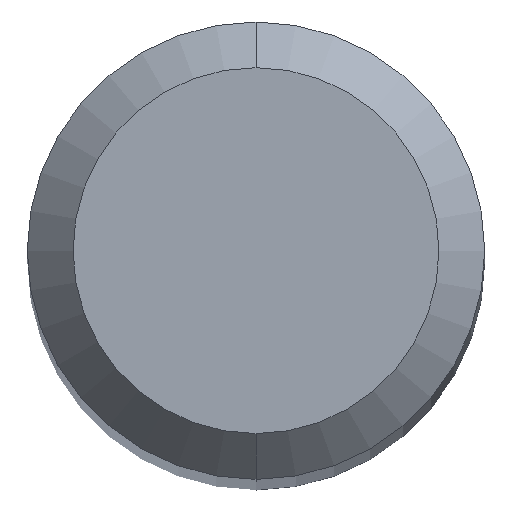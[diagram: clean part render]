
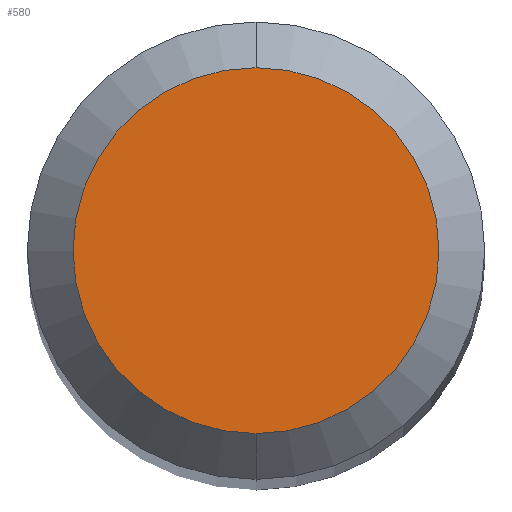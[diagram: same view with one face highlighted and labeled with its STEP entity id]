
A CAD part, top view. The second image highlights one B-rep face of the part: STEP entity #580.
In plain terms, the highlighted planar face has unit normal (0, 0, 1).
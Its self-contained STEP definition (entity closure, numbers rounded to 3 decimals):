
#408=EDGE_CURVE('',#622,#632,#889,.T.);
#414=EDGE_CURVE('',#632,#622,#895,.T.);
#580=ADVANCED_FACE('',(#1077),#1078,.T.);
#622=VERTEX_POINT('',#1126);
#632=VERTEX_POINT('',#1137);
#889=CIRCLE('',#1494,1.2);
#895=CIRCLE('',#1501,1.2);
#1077=FACE_OUTER_BOUND('',#1796,.T.);
#1078=PLANE('',#1797);
#1126=CARTESIAN_POINT('',(0.0,1.2,0.0));
#1137=CARTESIAN_POINT('',(0.,-1.2,0.0));
#1494=AXIS2_PLACEMENT_3D('',#2206,#2207,#2208);
#1501=AXIS2_PLACEMENT_3D('',#2209,#2210,#2211);
#1796=EDGE_LOOP('',(#2412,#2413));
#1797=AXIS2_PLACEMENT_3D('',#2414,#2415,#2416);
#2206=CARTESIAN_POINT('',(0.0,0.0,0.0));
#2207=DIRECTION('',(0.0,0.0,-1.0));
#2208=DIRECTION('',(0.0,1.0,0.0));
#2209=CARTESIAN_POINT('',(0.0,0.0,0.0));
#2210=DIRECTION('',(0.0,0.0,-1.0));
#2211=DIRECTION('',(0.0,1.0,0.0));
#2412=ORIENTED_EDGE('',*,*,#408,.F.);
#2413=ORIENTED_EDGE('',*,*,#414,.F.);
#2414=CARTESIAN_POINT('',(0.0,0.6,0.0));
#2415=DIRECTION('',(-0.0,0.0,1.0));
#2416=DIRECTION('',(0.0,-1.0,0.0));
